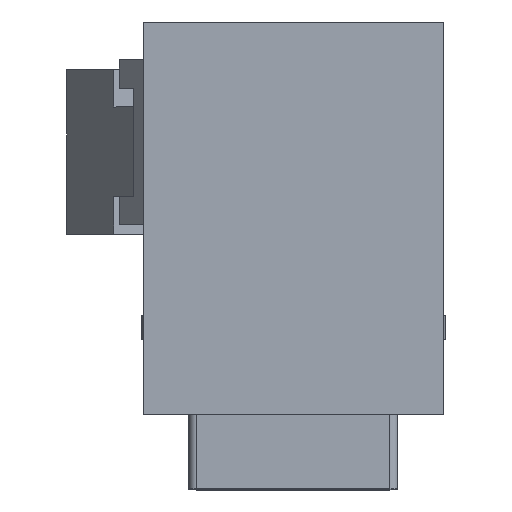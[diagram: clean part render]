
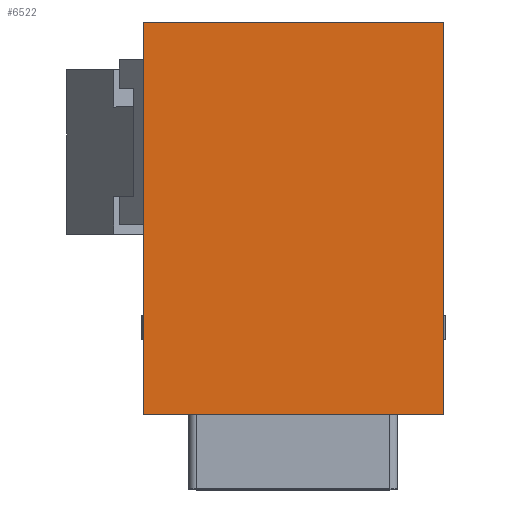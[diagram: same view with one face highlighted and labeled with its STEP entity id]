
A CAD part, top view. The second image highlights one B-rep face of the part: STEP entity #6522.
In plain terms, the highlighted planar face has unit normal (0, 0, 1).
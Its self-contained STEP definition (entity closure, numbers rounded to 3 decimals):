
#59 = VERTEX_POINT ( 'NONE', #6572 ) ;
#625 = DIRECTION ( 'NONE',  ( -1., 0., 0. ) ) ;
#658 = CARTESIAN_POINT ( 'NONE',  ( -15.95, 38.819, 7.9 ) ) ;
#825 = CARTESIAN_POINT ( 'NONE',  ( -15.95, -2.85, 7.9 ) ) ;
#909 = DIRECTION ( 'NONE',  ( 1., 0., 0. ) ) ;
#1049 = VECTOR ( 'NONE', #5815, 1000. ) ;
#1107 = EDGE_CURVE ( 'NONE', #1527, #1148, #5711, .T. ) ;
#1122 = VERTEX_POINT ( 'NONE', #7282 ) ;
#1131 = ORIENTED_EDGE ( 'NONE', *, *, #5256, .T. ) ;
#1148 = VERTEX_POINT ( 'NONE', #5861 ) ;
#1525 = VECTOR ( 'NONE', #1955, 1000. ) ;
#1527 = VERTEX_POINT ( 'NONE', #1893 ) ;
#1550 = EDGE_CURVE ( 'NONE', #59, #1527, #5577, .T. ) ;
#1893 = CARTESIAN_POINT ( 'NONE',  ( 15.95, -2.85, 7.9 ) ) ;
#1955 = DIRECTION ( 'NONE',  ( 0., -1., 0. ) ) ;
#2404 = VECTOR ( 'NONE', #5000, 1000. ) ;
#3195 = AXIS2_PLACEMENT_3D ( 'NONE', #4545, #4506, #625 ) ;
#3351 = VECTOR ( 'NONE', #909, 1000. ) ;
#3392 = CARTESIAN_POINT ( 'NONE',  ( 15.95, -2.85, 7.9 ) ) ;
#4064 = PLANE ( 'NONE',  #3195 ) ;
#4089 = ORIENTED_EDGE ( 'NONE', *, *, #1550, .T. ) ;
#4185 = LINE ( 'NONE', #825, #1525 ) ;
#4506 = DIRECTION ( 'NONE',  ( 0., 0., -1. ) ) ;
#4545 = CARTESIAN_POINT ( 'NONE',  ( 0., 0., 7.9 ) ) ;
#4787 = EDGE_CURVE ( 'NONE', #1122, #59, #4185, .T. ) ;
#4898 = CARTESIAN_POINT ( 'NONE',  ( -15.95, -2.85, 7.9 ) ) ;
#5000 = DIRECTION ( 'NONE',  ( 0., 1., 0. ) ) ;
#5256 = EDGE_CURVE ( 'NONE', #1148, #1122, #5376, .T. ) ;
#5376 = LINE ( 'NONE', #658, #1049 ) ;
#5417 = ORIENTED_EDGE ( 'NONE', *, *, #1107, .T. ) ;
#5577 = LINE ( 'NONE', #4898, #3351 ) ;
#5711 = LINE ( 'NONE', #3392, #2404 ) ;
#5815 = DIRECTION ( 'NONE',  ( -1., 0., 0. ) ) ;
#5861 = CARTESIAN_POINT ( 'NONE',  ( 15.95, 38.819, 7.9 ) ) ;
#5942 = ORIENTED_EDGE ( 'NONE', *, *, #4787, .T. ) ;
#6522 = ADVANCED_FACE ( 'NONE', ( #7318 ), #4064, .F. ) ;
#6572 = CARTESIAN_POINT ( 'NONE',  ( -15.95, -2.85, 7.9 ) ) ;
#7214 = EDGE_LOOP ( 'NONE', ( #5942, #4089, #5417, #1131 ) ) ;
#7282 = CARTESIAN_POINT ( 'NONE',  ( -15.95, 38.819, 7.9 ) ) ;
#7318 = FACE_OUTER_BOUND ( 'NONE', #7214, .T. ) ;
